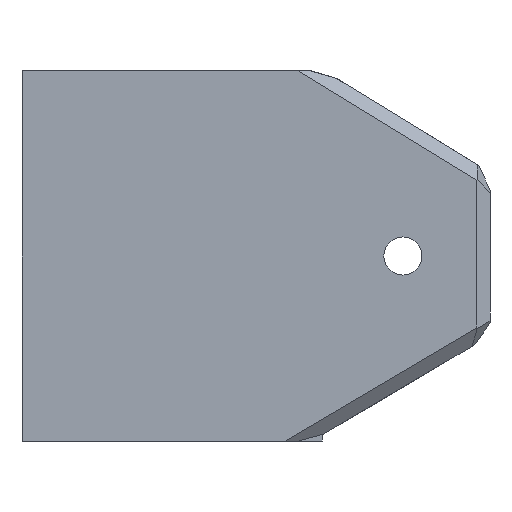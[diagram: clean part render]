
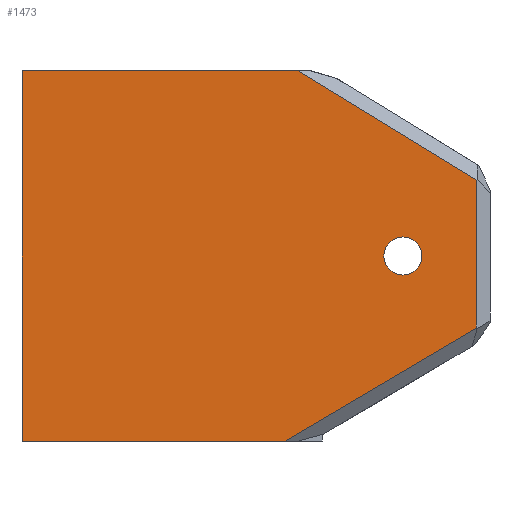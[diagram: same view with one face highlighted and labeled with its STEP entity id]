
A CAD part, front view. The second image highlights one B-rep face of the part: STEP entity #1473.
In plain terms, the highlighted planar face has unit normal (0, -1, 0).
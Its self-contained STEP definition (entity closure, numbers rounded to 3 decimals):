
#47=CIRCLE('',#1541,3.5);
#53=FACE_BOUND('',#337,.T.);
#251=FACE_OUTER_BOUND('',#336,.T.);
#336=EDGE_LOOP('',(#1349,#1350,#1351,#1352,#1353,#1354));
#337=EDGE_LOOP('',(#1355));
#393=LINE('',#2394,#506);
#404=LINE('',#2416,#517);
#424=LINE('',#2476,#537);
#436=LINE('',#2560,#549);
#448=LINE('',#4217,#561);
#450=LINE('',#4358,#563);
#506=VECTOR('',#1634,10.);
#517=VECTOR('',#1655,10.);
#537=VECTOR('',#1689,10.);
#549=VECTOR('',#1715,10.);
#561=VECTOR('',#1779,10.);
#563=VECTOR('',#1783,10.);
#622=VERTEX_POINT('',#2391);
#623=VERTEX_POINT('',#2393);
#629=VERTEX_POINT('',#2414);
#646=VERTEX_POINT('',#2474);
#659=VERTEX_POINT('',#2558);
#699=VERTEX_POINT('',#3858);
#701=VERTEX_POINT('',#4216);
#783=EDGE_CURVE('',#623,#622,#393,.T.);
#795=EDGE_CURVE('',#629,#622,#404,.T.);
#819=EDGE_CURVE('',#646,#629,#424,.T.);
#839=EDGE_CURVE('',#659,#646,#436,.T.);
#908=EDGE_CURVE('',#699,#699,#47,.T.);
#916=EDGE_CURVE('',#701,#623,#448,.T.);
#919=EDGE_CURVE('',#659,#701,#450,.T.);
#1349=ORIENTED_EDGE('',*,*,#795,.F.);
#1350=ORIENTED_EDGE('',*,*,#819,.F.);
#1351=ORIENTED_EDGE('',*,*,#839,.F.);
#1352=ORIENTED_EDGE('',*,*,#919,.T.);
#1353=ORIENTED_EDGE('',*,*,#916,.T.);
#1354=ORIENTED_EDGE('',*,*,#783,.T.);
#1355=ORIENTED_EDGE('',*,*,#908,.T.);
#1391=PLANE('',#1548);
#1473=ADVANCED_FACE('',(#251,#53),#1391,.T.);
#1541=AXIS2_PLACEMENT_3D('',#3860,#1766,#1767);
#1548=AXIS2_PLACEMENT_3D('',#4359,#1784,#1785);
#1634=DIRECTION('',(1.,0.,0.));
#1655=DIRECTION('',(-0.861,0.,-0.509));
#1689=DIRECTION('',(0.,0.,-1.));
#1715=DIRECTION('',(0.853,0.,-0.523));
#1766=DIRECTION('center_axis',(0.,1.,0.));
#1767=DIRECTION('ref_axis',(0.,0.,1.));
#1779=DIRECTION('',(0.,0.,-1.));
#1783=DIRECTION('',(-1.,0.,0.));
#1784=DIRECTION('center_axis',(0.,-1.,0.));
#1785=DIRECTION('ref_axis',(0.,0.,-1.));
#2391=CARTESIAN_POINT('',(61.777,8.619,-34.));
#2393=CARTESIAN_POINT('',(13.427,8.619,-34.));
#2394=CARTESIAN_POINT('',(50.456,8.619,-34.));
#2414=CARTESIAN_POINT('',(96.938,8.619,-13.235));
#2416=CARTESIAN_POINT('',(66.569,8.619,-31.17));
#2474=CARTESIAN_POINT('',(96.938,8.619,13.945));
#2476=CARTESIAN_POINT('',(96.938,8.619,22.5));
#2558=CARTESIAN_POINT('',(64.216,8.619,34.));
#2560=CARTESIAN_POINT('',(67.693,8.619,31.869));
#3858=CARTESIAN_POINT('',(83.438,8.619,3.5));
#3860=CARTESIAN_POINT('Origin',(83.438,8.619,0.));
#4216=CARTESIAN_POINT('',(13.427,8.619,34.));
#4217=CARTESIAN_POINT('',(13.427,8.619,0.));
#4358=CARTESIAN_POINT('',(50.456,8.619,34.));
#4359=CARTESIAN_POINT('Origin',(51.414,8.619,0.));
